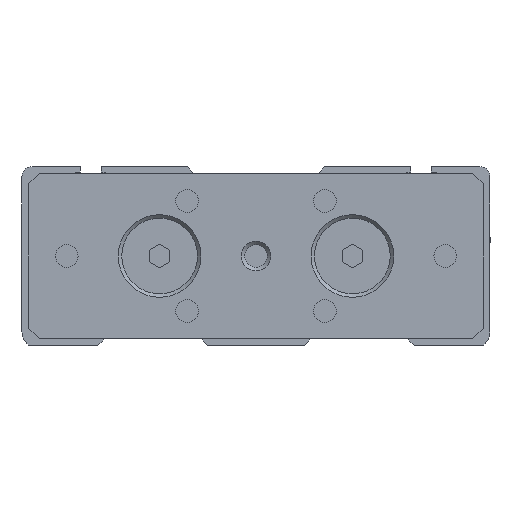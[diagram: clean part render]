
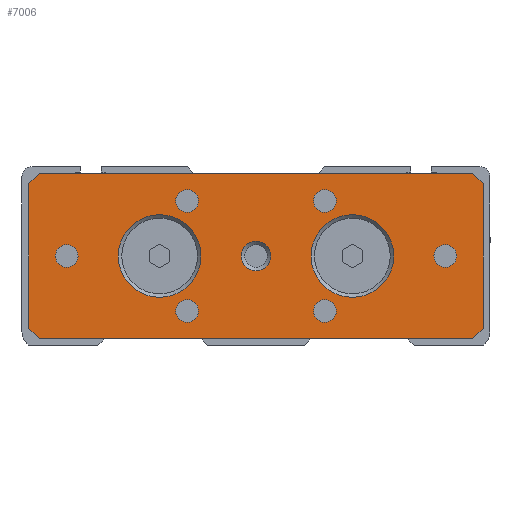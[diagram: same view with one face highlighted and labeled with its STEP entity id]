
A CAD part, left-side view. The second image highlights one B-rep face of the part: STEP entity #7006.
In plain terms, the highlighted planar face has unit normal (-1, 0, 0).
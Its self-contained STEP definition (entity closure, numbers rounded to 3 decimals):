
#6374=CARTESIAN_POINT('',(-10.,-14.,6.));
#6375=VERTEX_POINT('Vertex281',#6374);
#6376=CARTESIAN_POINT('',(-10.,-14.,-6.));
#6377=VERTEX_POINT('Vertex336',#6376);
#6378=CARTESIAN_POINT('',(-10.,-14.,
0.));
#6379=DIRECTION('',(1.,0.,0.));
#6380=DIRECTION('',(0.,0.,1.));
#6381=AXIS2_PLACEMENT_3D('',#6378,#6379,#6380);
#6382=CIRCLE('nurbsCrv1413',#6381,6.);
#6383=EDGE_CURVE('Edge508',#6375,#6377,#6382,.T.);
#6385=CARTESIAN_POINT('',(-10.,-14.,
0.));
#6386=DIRECTION('',(1.,0.,0.));
#6387=DIRECTION('',(0.,0.,-1.));
#6388=AXIS2_PLACEMENT_3D('',#6385,#6386,#6387);
#6389=CIRCLE('nurbsCrv1414',#6388,6.);
#6390=EDGE_CURVE('Edge509',#6377,#6375,#6389,.T.);
#6430=CARTESIAN_POINT('',(-10.,0.,2.15));
#6431=VERTEX_POINT('Vertex283',#6430);
#6432=CARTESIAN_POINT('',(-10.,0.,-2.15));
#6433=VERTEX_POINT('Vertex338',#6432);
#6434=CARTESIAN_POINT('',(-10.,0.,0.));
#6435=DIRECTION('',(1.,0.,0.));
#6436=DIRECTION('',(0.,0.,1.));
#6437=AXIS2_PLACEMENT_3D('',#6434,#6435,#6436);
#6438=CIRCLE('nurbsCrv1429',#6437,2.15);
#6439=EDGE_CURVE('Edge513',#6431,#6433,#6438,.T.);
#6441=CARTESIAN_POINT('',(-10.,0.,0.));
#6442=DIRECTION('',(1.,0.,0.));
#6443=DIRECTION('',(0.,0.,-1.));
#6444=AXIS2_PLACEMENT_3D('',#6441,#6442,#6443);
#6445=CIRCLE('nurbsCrv1430',#6444,2.15);
#6446=EDGE_CURVE('Edge514',#6433,#6431,#6445,.T.);
#6494=CARTESIAN_POINT('',(-10.,14.,6.));
#6495=VERTEX_POINT('Vertex285',#6494);
#6496=CARTESIAN_POINT('',(-10.,14.,-6.));
#6497=VERTEX_POINT('Vertex340',#6496);
#6498=CARTESIAN_POINT('',(-10.,14.,
0.));
#6499=DIRECTION('',(1.,0.,0.));
#6500=DIRECTION('',(0.,0.,1.));
#6501=AXIS2_PLACEMENT_3D('',#6498,#6499,#6500);
#6502=CIRCLE('nurbsCrv1451',#6501,6.);
#6503=EDGE_CURVE('Edge518',#6495,#6497,#6502,.T.);
#6505=CARTESIAN_POINT('',(-10.,14.,
0.));
#6506=DIRECTION('',(1.,0.,0.));
#6507=DIRECTION('',(0.,0.,-1.));
#6508=AXIS2_PLACEMENT_3D('',#6505,#6506,#6507);
#6509=CIRCLE('nurbsCrv1452',#6508,6.);
#6510=EDGE_CURVE('Edge519',#6497,#6495,#6509,.T.);
#6544=CARTESIAN_POINT('',(-10.,-27.5,1.65)
);
#6545=VERTEX_POINT('Vertex287',#6544);
#6546=CARTESIAN_POINT('',(-10.,-27.5,
0.));
#6547=DIRECTION('',(1.,0.,0.));
#6548=DIRECTION('',(0.,0.,1.));
#6549=AXIS2_PLACEMENT_3D('',#6546,#6547,#6548);
#6550=CIRCLE('nurbsCrv403',#6549,1.65);
#6551=EDGE_CURVE('Edge403',#6545,#6545,#6550,.T.);
#6581=CARTESIAN_POINT('',(-10.,-10.,-6.35
));
#6582=VERTEX_POINT('Vertex289',#6581);
#6583=CARTESIAN_POINT('',(-10.,-10.,-8.));
#6584=DIRECTION('',(1.,0.,0.));
#6585=DIRECTION('',(0.,0.,1.));
#6586=AXIS2_PLACEMENT_3D('',#6583,#6584,#6585);
#6587=CIRCLE('nurbsCrv405',#6586,1.65);
#6588=EDGE_CURVE('Edge405',#6582,#6582,#6587,.T.);
#6618=CARTESIAN_POINT('',(-10.,10.,-6.35)
);
#6619=VERTEX_POINT('Vertex291',#6618);
#6620=CARTESIAN_POINT('',(-10.,10.,-8.)
);
#6621=DIRECTION('',(1.,0.,0.));
#6622=DIRECTION('',(0.,0.,1.));
#6623=AXIS2_PLACEMENT_3D('',#6620,#6621,#6622);
#6624=CIRCLE('nurbsCrv407',#6623,1.65);
#6625=EDGE_CURVE('Edge407',#6619,#6619,#6624,.T.);
#6655=CARTESIAN_POINT('',(-10.,-10.,9.65));
#6656=VERTEX_POINT('Vertex293',#6655);
#6657=CARTESIAN_POINT('',(-10.,-10.,8.));
#6658=DIRECTION('',(1.,0.,0.));
#6659=DIRECTION('',(0.,0.,1.));
#6660=AXIS2_PLACEMENT_3D('',#6657,#6658,#6659);
#6661=CIRCLE('nurbsCrv409',#6660,1.65);
#6662=EDGE_CURVE('Edge409',#6656,#6656,#6661,.T.);
#6692=CARTESIAN_POINT('',(-10.,10.,9.65)
);
#6693=VERTEX_POINT('Vertex295',#6692);
#6694=CARTESIAN_POINT('',(-10.,10.,8.)
);
#6695=DIRECTION('',(1.,0.,0.));
#6696=DIRECTION('',(0.,0.,1.));
#6697=AXIS2_PLACEMENT_3D('',#6694,#6695,#6696);
#6698=CIRCLE('nurbsCrv411',#6697,1.65);
#6699=EDGE_CURVE('Edge411',#6693,#6693,#6698,.T.);
#6729=CARTESIAN_POINT('',(-10.,27.5,1.65)
);
#6730=VERTEX_POINT('Vertex297',#6729);
#6731=CARTESIAN_POINT('',(-10.,27.5,
0.));
#6732=DIRECTION('',(1.,0.,0.));
#6733=DIRECTION('',(0.,0.,1.));
#6734=AXIS2_PLACEMENT_3D('',#6731,#6732,#6733);
#6735=CIRCLE('nurbsCrv413',#6734,1.65);
#6736=EDGE_CURVE('Edge413',#6730,#6730,#6735,.T.);
#6756=CARTESIAN_POINT('',(-10.,33.,10.5)
);
#6757=VERTEX_POINT('Vertex300',#6756);
#6764=CARTESIAN_POINT('',(-10.,31.5,12.)
);
#6765=VERTEX_POINT('Vertex301',#6764);
#6766=CARTESIAN_POINT('',(-10.,32.25,11.25)
);
#6767=DIRECTION('',(0.,-0.707,0.707
));
#6768=VECTOR('',#6767,1.);
#6769=LINE('nurbsCrv416',#6766,#6768);
#6770=EDGE_CURVE('Edge416',#6757,#6765,#6769,.T.);
#6794=CARTESIAN_POINT('',(-10.,33.,-10.5)
);
#6795=VERTEX_POINT('Vertex303',#6794);
#6802=CARTESIAN_POINT('',(-10.,33.,
0.));
#6803=DIRECTION('',(0.,0.,1.));
#6804=VECTOR('',#6803,1.);
#6805=LINE('nurbsCrv420',#6802,#6804);
#6806=EDGE_CURVE('Edge420',#6795,#6757,#6805,.T.);
#6825=CARTESIAN_POINT('',(-10.,31.5,-12.)
);
#6826=VERTEX_POINT('Vertex305',#6825);
#6833=CARTESIAN_POINT('',(-10.,32.25,-11.25)
);
#6834=DIRECTION('',(0.,-0.707,
-0.707));
#6835=VECTOR('',#6834,1.);
#6836=LINE('nurbsCrv423',#6833,#6835);
#6837=EDGE_CURVE('Edge423',#6795,#6826,#6836,.T.);
#6856=CARTESIAN_POINT('',(-10.,-31.5,-12.));
#6857=VERTEX_POINT('Vertex307',#6856);
#6864=CARTESIAN_POINT('',(-10.,0.,-12.));
#6865=DIRECTION('',(0.,-1.,0.));
#6866=VECTOR('',#6865,1.);
#6867=LINE('nurbsCrv426',#6864,#6866);
#6868=EDGE_CURVE('Edge426',#6826,#6857,#6867,.T.);
#6887=CARTESIAN_POINT('',(-10.,-33.,-10.5));
#6888=VERTEX_POINT('Vertex309',#6887);
#6895=CARTESIAN_POINT('',(-10.,-32.25,-11.25));
#6896=DIRECTION('',(0.,0.707,-0.707)
);
#6897=VECTOR('',#6896,1.);
#6898=LINE('nurbsCrv429',#6895,#6897);
#6899=EDGE_CURVE('Edge429',#6888,#6857,#6898,.T.);
#6919=CARTESIAN_POINT('',(-10.,-31.5,12.));
#6920=VERTEX_POINT('Vertex311',#6919);
#6921=CARTESIAN_POINT('',(-10.,0.,12.));
#6922=DIRECTION('',(0.,-1.,0.));
#6923=VECTOR('',#6922,1.);
#6924=LINE('nurbsCrv431',#6921,#6923);
#6925=EDGE_CURVE('Edge431',#6765,#6920,#6924,.T.);
#6949=ORIENTED_EDGE('Edgeuse838',*,*,#6925,.F.);
#6950=ORIENTED_EDGE('Edgeuse839',*,*,#6770,.F.);
#6951=ORIENTED_EDGE('Edgeuse840',*,*,#6806,.F.);
#6952=ORIENTED_EDGE('Edgeuse841',*,*,#6837,.T.);
#6953=ORIENTED_EDGE('Edgeuse842',*,*,#6868,.T.);
#6954=ORIENTED_EDGE('Edgeuse843',*,*,#6899,.F.);
#6955=CARTESIAN_POINT('',(-10.,-33.,10.5));
#6956=VERTEX_POINT('Vertex312',#6955);
#6957=CARTESIAN_POINT('',(-10.,-33.,0.));
#6958=DIRECTION('',(0.,0.,1.));
#6959=VECTOR('',#6958,1.);
#6960=LINE('nurbsCrv433',#6957,#6959);
#6961=EDGE_CURVE('Edge433',#6888,#6956,#6960,.T.);
#6962=ORIENTED_EDGE('Edgeuse844',*,*,#6961,.T.);
#6963=CARTESIAN_POINT('',(-10.,-32.25,11.25));
#6964=DIRECTION('',(0.,-0.707,
-0.707));
#6965=VECTOR('',#6964,1.);
#6966=LINE('nurbsCrv434',#6963,#6965);
#6967=EDGE_CURVE('Edge434',#6920,#6956,#6966,.T.);
#6968=ORIENTED_EDGE('Edgeuse845',*,*,#6967,.F.);
#6969=EDGE_LOOP('',(#6949,#6950,#6951,#6952,#6953,#6954,#6962,#6968));
#6970=FACE_OUTER_BOUND('',#6969,.T.);
#6971=ORIENTED_EDGE('Edgeuse846',*,*,#6551,.T.);
#6972=EDGE_LOOP('',(#6971));
#6973=FACE_BOUND('',#6972,.T.);
#6974=ORIENTED_EDGE('Edgeuse847',*,*,#6588,.T.);
#6975=EDGE_LOOP('',(#6974));
#6976=FACE_BOUND('',#6975,.T.);
#6977=ORIENTED_EDGE('Edgeuse848',*,*,#6625,.T.);
#6978=EDGE_LOOP('',(#6977));
#6979=FACE_BOUND('',#6978,.T.);
#6980=ORIENTED_EDGE('Edgeuse849',*,*,#6662,.T.);
#6981=EDGE_LOOP('',(#6980));
#6982=FACE_BOUND('',#6981,.T.);
#6983=ORIENTED_EDGE('Edgeuse850',*,*,#6699,.T.);
#6984=EDGE_LOOP('',(#6983));
#6985=FACE_BOUND('',#6984,.T.);
#6986=ORIENTED_EDGE('Edgeuse851',*,*,#6736,.T.);
#6987=EDGE_LOOP('',(#6986));
#6988=FACE_BOUND('',#6987,.T.);
#6989=ORIENTED_EDGE('Edgeuse1036',*,*,#6503,.T.);
#6990=ORIENTED_EDGE('Edgeuse1038',*,*,#6510,.T.);
#6991=EDGE_LOOP('',(#6989,#6990));
#6992=FACE_BOUND('',#6991,.T.);
#6993=ORIENTED_EDGE('Edgeuse1026',*,*,#6439,.T.);
#6994=ORIENTED_EDGE('Edgeuse1028',*,*,#6446,.T.);
#6995=EDGE_LOOP('',(#6993,#6994));
#6996=FACE_BOUND('',#6995,.T.);
#6997=ORIENTED_EDGE('Edgeuse1016',*,*,#6383,.T.);
#6998=ORIENTED_EDGE('Edgeuse1018',*,*,#6390,.T.);
#6999=EDGE_LOOP('',(#6997,#6998));
#7000=FACE_BOUND('',#6999,.T.);
#7001=CARTESIAN_POINT('',(-10.,0.,0.));
#7002=DIRECTION('',(-1.,0.,0.));
#7003=DIRECTION('',(0.,0.,-1.));
#7004=AXIS2_PLACEMENT_3D('',#7001,#7002,#7003);
#7005=PLANE('nurbsSrf185',#7004);
#7006=ADVANCED_FACE('Face185',(#6970,#6973,#6976,#6979,#6982,#6985,#6988,#6992,
#6996,#7000),#7005,.T.);
